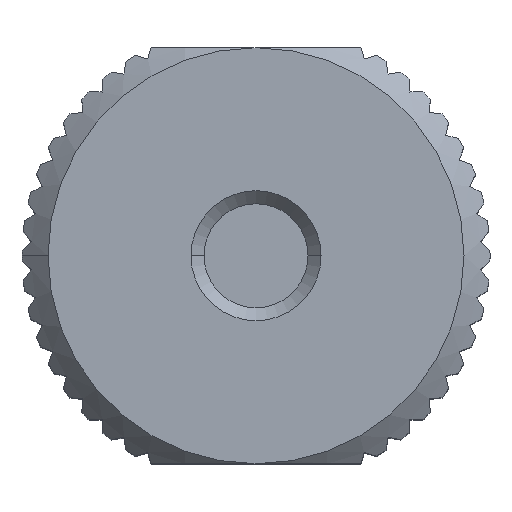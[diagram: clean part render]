
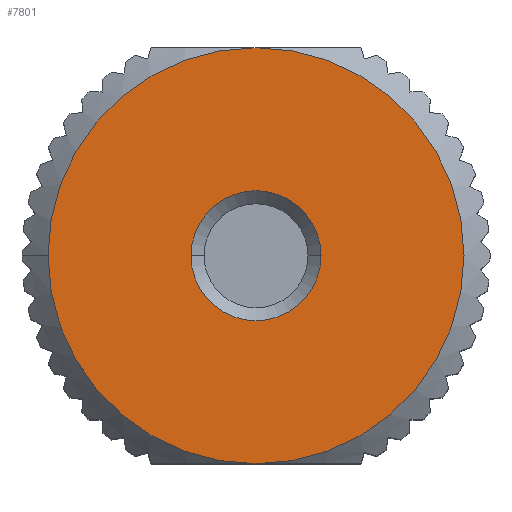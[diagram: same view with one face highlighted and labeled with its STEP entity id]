
A CAD part, top view. The second image highlights one B-rep face of the part: STEP entity #7801.
In plain terms, the highlighted planar face has unit normal (0, 0, 1).
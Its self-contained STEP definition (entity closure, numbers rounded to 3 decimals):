
#79 = CIRCLE ( 'NONE', #2033, 2.5 ) ;
#122 = DIRECTION ( 'NONE',  ( 0., 0., 1. ) ) ;
#351 = DIRECTION ( 'NONE',  ( 1., 0., 0. ) ) ;
#434 = CARTESIAN_POINT ( 'NONE',  ( 0., 0., 12. ) ) ;
#497 = CARTESIAN_POINT ( 'NONE',  ( -8., 0., 12. ) ) ;
#826 = FACE_BOUND ( 'NONE', #2610, .T. ) ;
#831 = EDGE_CURVE ( 'NONE', #2557, #5378, #4540, .T. ) ;
#945 = EDGE_CURVE ( 'NONE', #5378, #7258, #7951, .T. ) ;
#1027 = CARTESIAN_POINT ( 'NONE',  ( 0., 0., 12. ) ) ;
#1087 = DIRECTION ( 'NONE',  ( 0., 0., 1. ) ) ;
#1377 = CARTESIAN_POINT ( 'NONE',  ( 0., 0., 12. ) ) ;
#1437 = DIRECTION ( 'NONE',  ( 1., 0., 0. ) ) ;
#1941 = CARTESIAN_POINT ( 'NONE',  ( 0., -8., 12. ) ) ;
#1984 = DIRECTION ( 'NONE',  ( 0., 0., -1. ) ) ;
#1987 = CIRCLE ( 'NONE', #7043, 8. ) ;
#2033 = AXIS2_PLACEMENT_3D ( 'NONE', #6540, #3426, #3512 ) ;
#2557 = VERTEX_POINT ( 'NONE', #1941 ) ;
#2578 = VERTEX_POINT ( 'NONE', #6232 ) ;
#2601 = EDGE_CURVE ( 'NONE', #2578, #5539, #5360, .T. ) ;
#2610 = EDGE_LOOP ( 'NONE', ( #3588, #7658 ) ) ;
#2748 = ORIENTED_EDGE ( 'NONE', *, *, #4410, .T. ) ;
#2888 = PLANE ( 'NONE',  #3733 ) ;
#3426 = DIRECTION ( 'NONE',  ( 0., 0., -1. ) ) ;
#3512 = DIRECTION ( 'NONE',  ( 1., 0., 0. ) ) ;
#3582 = DIRECTION ( 'NONE',  ( 1., 0., 0. ) ) ;
#3588 = ORIENTED_EDGE ( 'NONE', *, *, #4092, .T. ) ;
#3733 = AXIS2_PLACEMENT_3D ( 'NONE', #1027, #6574, #351 ) ;
#3901 = CARTESIAN_POINT ( 'NONE',  ( 0., 8., 12. ) ) ;
#4092 = EDGE_CURVE ( 'NONE', #5539, #2578, #79, .T. ) ;
#4410 = EDGE_CURVE ( 'NONE', #7258, #2557, #1987, .T. ) ;
#4540 = CIRCLE ( 'NONE', #7417, 8. ) ;
#4718 = CARTESIAN_POINT ( 'NONE',  ( 0., 0., 12. ) ) ;
#4771 = DIRECTION ( 'NONE',  ( 1., 0., 0. ) ) ;
#5360 = CIRCLE ( 'NONE', #5937, 2.5 ) ;
#5378 = VERTEX_POINT ( 'NONE', #3901 ) ;
#5392 = EDGE_LOOP ( 'NONE', ( #7467, #2748, #7571 ) ) ;
#5539 = VERTEX_POINT ( 'NONE', #7731 ) ;
#5937 = AXIS2_PLACEMENT_3D ( 'NONE', #6878, #1984, #6345 ) ;
#6191 = FACE_OUTER_BOUND ( 'NONE', #5392, .T. ) ;
#6232 = CARTESIAN_POINT ( 'NONE',  ( -2.5, 0., 12. ) ) ;
#6345 = DIRECTION ( 'NONE',  ( 1., 0., 0. ) ) ;
#6540 = CARTESIAN_POINT ( 'NONE',  ( 0., 0., 12. ) ) ;
#6574 = DIRECTION ( 'NONE',  ( 0., 0., 1. ) ) ;
#6878 = CARTESIAN_POINT ( 'NONE',  ( 0., 0., 12. ) ) ;
#7043 = AXIS2_PLACEMENT_3D ( 'NONE', #1377, #122, #1437 ) ;
#7258 = VERTEX_POINT ( 'NONE', #497 ) ;
#7330 = DIRECTION ( 'NONE',  ( 0., 0., 1. ) ) ;
#7417 = AXIS2_PLACEMENT_3D ( 'NONE', #434, #1087, #4771 ) ;
#7467 = ORIENTED_EDGE ( 'NONE', *, *, #945, .T. ) ;
#7532 = AXIS2_PLACEMENT_3D ( 'NONE', #4718, #7330, #3582 ) ;
#7571 = ORIENTED_EDGE ( 'NONE', *, *, #831, .T. ) ;
#7658 = ORIENTED_EDGE ( 'NONE', *, *, #2601, .T. ) ;
#7731 = CARTESIAN_POINT ( 'NONE',  ( 2.5, 0., 12. ) ) ;
#7801 = ADVANCED_FACE ( 'NONE', ( #826, #6191 ), #2888, .T. ) ;
#7951 = CIRCLE ( 'NONE', #7532, 8. ) ;
